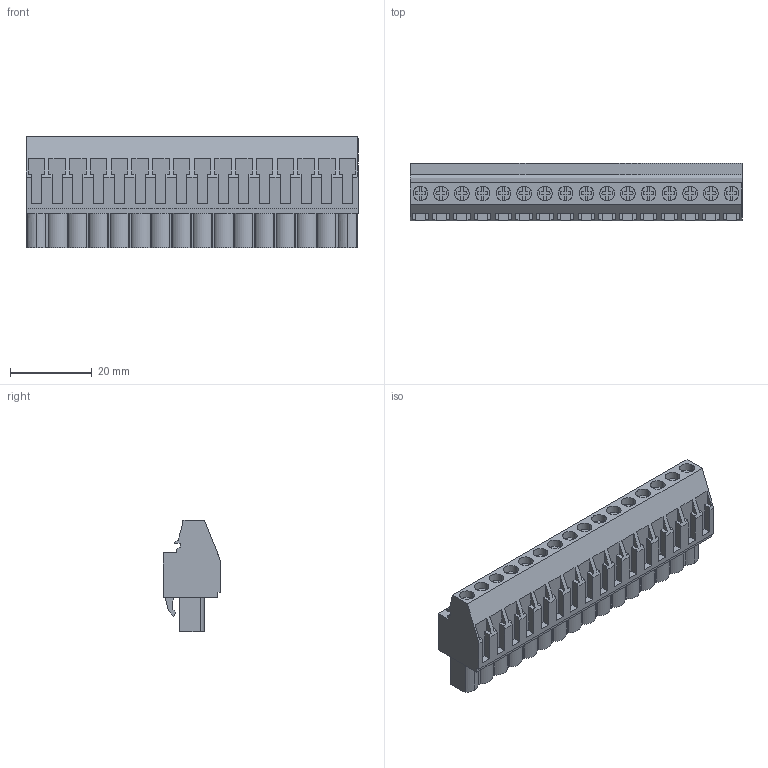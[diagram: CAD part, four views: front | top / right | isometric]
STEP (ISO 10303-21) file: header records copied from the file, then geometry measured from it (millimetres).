
FILE_DESCRIPTION(('CATIA V5 STEP','CAx-IF Rec.Pracs.--- Model Styling and Organization---1.2---2011-12-15'),'2;1');
FILE_NAME ('D1467907_0_1948150000_1948150000.stp','2017-09-08T12:14:08+00:00',('none'),('Weidmueller'),'CATIA Version 5-6 Release 2014','CATIA V5 STEP AP214','none');
FILE_SCHEMA(('AUTOMOTIVE_DESIGN { 1 0 10303 214 1 1 1 1 }'));
Length unit declared in the file: millimetre
Products named in the file (1): 1948150000
Bounding box: 81.28 x 14.1 x 27.2 mm (x, y, z)
Volume: 18500.9 mm3; surface area: 10682.5 mm2
Topology: 17 solids, 17 shells, 1044 faces, 2891 edges, 1948 vertices
Faces by surface type: plane 898, cylinder 142, extrusion 4
Entity records: 31342 total; most frequent: CARTESIAN_POINT 6035, ORIENTED_EDGE 5782, DIRECTION 4221, EDGE_CURVE 2891, VECTOR 2539, LINE 2535, VERTEX_POINT 1948, EDGE_LOOP 1111
